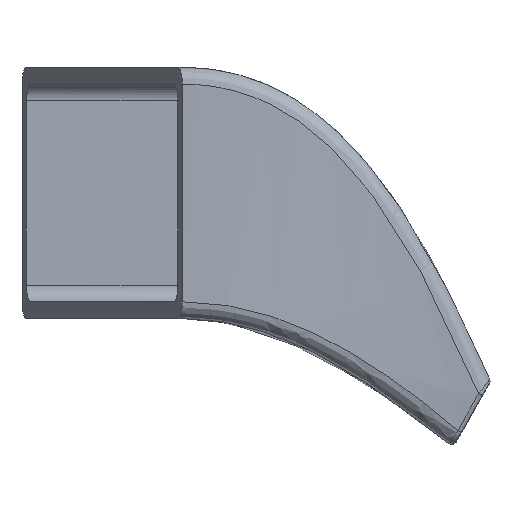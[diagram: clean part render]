
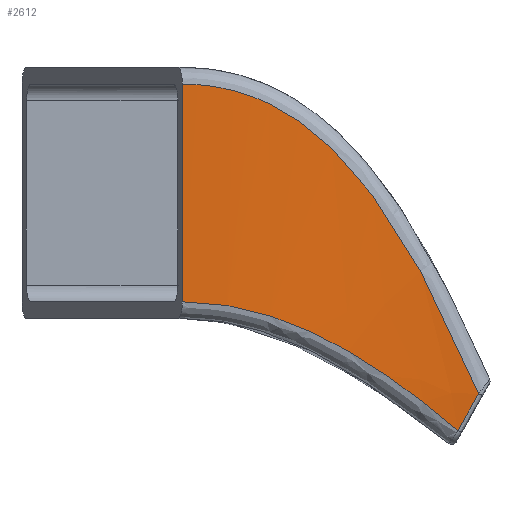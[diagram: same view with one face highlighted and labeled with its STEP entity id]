
A CAD part, left-side view. The second image highlights one B-rep face of the part: STEP entity #2612.
In plain terms, the highlighted free-form (B-spline) face has degree [3, 3] with [4, 7] control points.
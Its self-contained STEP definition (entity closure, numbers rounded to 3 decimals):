
#45 = CARTESIAN_POINT ( 'NONE',  ( 6.695, -32.775, 95.513 ) ) ;
#72 = CARTESIAN_POINT ( 'NONE',  ( 6.695, -32.628, 90.513 ) ) ;
#83 = CARTESIAN_POINT ( 'NONE',  ( 6.695, -32.775, 90.513 ) ) ;
#170 = CARTESIAN_POINT ( 'NONE',  ( 6.861, -38.297, 98.229 ) ) ;
#179 = EDGE_CURVE ( 'NONE', #354, #254, #256, .T. ) ;
#199 = CARTESIAN_POINT ( 'NONE',  ( 8.188, -47.126, 88.138 ) ) ;
#254 = VERTEX_POINT ( 'NONE', #1595 ) ;
#256 = B_SPLINE_CURVE_WITH_KNOTS ( 'NONE', 3,
 ( #1983, #2886, #1085, #2426, #647, #199, #1996, #1338, #888, #2231, #1113, #2010, #2913, #1517, #404, #2413, #2191, #170, #1487, #1650, #1706, #1266, #726, #507, #2604, #1024, #793 ),
 .UNSPECIFIED., .F., .F.,
 ( 4, 2, 2, 2, 2, 2, 2, 2, 2, 2, 2, 1, 2, 4 ),
 ( 0., 0.004, 0.007, 0.011, 0.014, 0.016, 0.017, 0.019, 0.021, 0.024, 0.026, 0.027, 0.027, 0.028 ),
 .UNSPECIFIED. ) ;
#279 = ORIENTED_EDGE ( 'NONE', *, *, #179, .T. ) ;
#299 = CARTESIAN_POINT ( 'NONE',  ( 8.267, -48.328, 88.613 ) ) ;
#354 = VERTEX_POINT ( 'NONE', #2228 ) ;
#400 = EDGE_CURVE ( 'NONE', #747, #542, #554, .T. ) ;
#404 = CARTESIAN_POINT ( 'NONE',  ( 7.116, -41.087, 96.252 ) ) ;
#470 = CARTESIAN_POINT ( 'NONE',  ( 9.304, -49.235, 78.83 ) ) ;
#507 = CARTESIAN_POINT ( 'NONE',  ( 6.697, -33.349, 99.501 ) ) ;
#542 = VERTEX_POINT ( 'NONE', #1767 ) ;
#554 = B_SPLINE_CURVE_WITH_KNOTS ( 'NONE', 3,
 ( #1793, #2910, #719, #2737, #2494, #1631, #1831, #2033, #1575, #2463, #1378, #470 ),
 .UNSPECIFIED., .F., .F.,
 ( 4, 2, 2, 2, 2, 4 ),
 ( 0., 0.002, 0.005, 0.009, 0.014, 0.019 ),
 .UNSPECIFIED. ) ;
#647 = CARTESIAN_POINT ( 'NONE',  ( 8.458, -48.155, 86.146 ) ) ;
#712 = CARTESIAN_POINT ( 'NONE',  ( 6.695, -32.482, 90.513 ) ) ;
#719 = CARTESIAN_POINT ( 'NONE',  ( 6.716, -34.351, 86.455 ) ) ;
#726 = CARTESIAN_POINT ( 'NONE',  ( 6.699, -33.778, 99.479 ) ) ;
#747 = VERTEX_POINT ( 'NONE', #1551 ) ;
#768 = CARTESIAN_POINT ( 'NONE',  ( 6.695, -32.386, 100.513 ) ) ;
#793 = CARTESIAN_POINT ( 'NONE',  ( 6.695, -32.775, 99.513 ) ) ;
#888 = CARTESIAN_POINT ( 'NONE',  ( 7.676, -44.809, 91.976 ) ) ;
#914 = ORIENTED_EDGE ( 'NONE', *, *, #400, .T. ) ;
#942 = CARTESIAN_POINT ( 'NONE',  ( 6.695, -32.335, 90.513 ) ) ;
#972 = CARTESIAN_POINT ( 'NONE',  ( 8.267, -47.177, 86.113 ) ) ;
#995 = CARTESIAN_POINT ( 'NONE',  ( 6.695, -40.709, 90.513 ) ) ;
#1024 = CARTESIAN_POINT ( 'NONE',  ( 6.695, -32.916, 99.513 ) ) ;
#1085 = CARTESIAN_POINT ( 'NONE',  ( 8.88, -49.582, 83.095 ) ) ;
#1113 = CARTESIAN_POINT ( 'NONE',  ( 7.438, -43.444, 93.779 ) ) ;
#1164 = CARTESIAN_POINT ( 'NONE',  ( 6.695, -32.58, 100.513 ) ) ;
#1204 = CARTESIAN_POINT ( 'NONE',  ( 8.267, -46.027, 83.613 ) ) ;
#1218 = CARTESIAN_POINT ( 'NONE',  ( 6.695, -43.312, 100.513 ) ) ;
#1257 = EDGE_LOOP ( 'NONE', ( #914, #2202, #279, #2379 ) ) ;
#1266 = CARTESIAN_POINT ( 'NONE',  ( 6.705, -34.205, 99.436 ) ) ;
#1321 = CARTESIAN_POINT ( 'NONE',  ( 9.304, -49.235, 78.83 ) ) ;
#1337 = CARTESIAN_POINT ( 'NONE',  ( 9.174, -50.472, 81.027 ) ) ;
#1338 = CARTESIAN_POINT ( 'NONE',  ( 7.8, -45.427, 91.038 ) ) ;
#1378 = CARTESIAN_POINT ( 'NONE',  ( 9.016, -48.056, 79.822 ) ) ;
#1388 = CARTESIAN_POINT ( 'NONE',  ( 6.695, -32.652, 85.513 ) ) ;
#1446 = B_SPLINE_CURVE_WITH_KNOTS ( 'NONE', 3,
 ( #1321, #2396, #2449, #1337 ),
 .UNSPECIFIED., .F., .F.,
 ( 4, 4 ),
 ( 0., 0.003 ),
 .UNSPECIFIED. ) ;
#1487 = CARTESIAN_POINT ( 'NONE',  ( 6.799, -37.271, 98.711 ) ) ;
#1517 = CARTESIAN_POINT ( 'NONE',  ( 7.166, -41.508, 95.869 ) ) ;
#1551 = CARTESIAN_POINT ( 'NONE',  ( 6.695, -32.775, 86.513 ) ) ;
#1575 = CARTESIAN_POINT ( 'NONE',  ( 8.105, -44.353, 82.562 ) ) ;
#1595 = CARTESIAN_POINT ( 'NONE',  ( 6.695, -32.775, 99.513 ) ) ;
#1624 = CARTESIAN_POINT ( 'NONE',  ( 9.839, -51.344, 76.713 ) ) ;
#1631 = CARTESIAN_POINT ( 'NONE',  ( 7.086, -38.901, 85.434 ) ) ;
#1639 = CARTESIAN_POINT ( 'NONE',  ( 6.695, -32.775, 100.513 ) ) ;
#1650 = CARTESIAN_POINT ( 'NONE',  ( 6.736, -35.612, 99.199 ) ) ;
#1652 = CARTESIAN_POINT ( 'NONE',  ( 6.695, -32.263, 95.513 ) ) ;
#1706 = CARTESIAN_POINT ( 'NONE',  ( 6.72, -35.052, 99.318 ) ) ;
#1710 = B_SPLINE_SURFACE_WITH_KNOTS ( 'NONE', 3, 3, ( 
 ( #2091, #768, #1164, #1639, #1218, #299, #1883 ),
 ( #1652, #2503, #2062, #45, #1872, #972, #2283 ),
 ( #942, #712, #72, #83, #995, #1204, #1624 ),
 ( #1839, #2077, #1388, #2102, #2775, #2744, #2519 ) ),
 .UNSPECIFIED., .F., .F., .F.,
 ( 4, 4 ),
 ( 4, 3, 4 ),
 ( 0., 1. ),
 ( -0.018, 0., 1. ),
 .UNSPECIFIED. ) ;
#1729 = CARTESIAN_POINT ( 'NONE',  ( 6.695, -32.775, 85.513 ) ) ;
#1765 = EDGE_CURVE ( 'NONE', #747, #254, #2848, .T. ) ;
#1767 = CARTESIAN_POINT ( 'NONE',  ( 9.304, -49.235, 78.83 ) ) ;
#1793 = CARTESIAN_POINT ( 'NONE',  ( 6.695, -32.775, 86.513 ) ) ;
#1831 = CARTESIAN_POINT ( 'NONE',  ( 7.303, -40.319, 84.837 ) ) ;
#1839 = CARTESIAN_POINT ( 'NONE',  ( 6.695, -32.407, 85.513 ) ) ;
#1872 = CARTESIAN_POINT ( 'NONE',  ( 6.695, -42.011, 95.513 ) ) ;
#1883 = CARTESIAN_POINT ( 'NONE',  ( 9.839, -53.344, 76.713 ) ) ;
#1896 = FACE_OUTER_BOUND ( 'NONE', #1257, .T. ) ;
#1983 = CARTESIAN_POINT ( 'NONE',  ( 9.174, -50.472, 81.027 ) ) ;
#1996 = CARTESIAN_POINT ( 'NONE',  ( 8.056, -46.585, 89.119 ) ) ;
#2010 = CARTESIAN_POINT ( 'NONE',  ( 7.325, -42.702, 94.647 ) ) ;
#2024 = EDGE_CURVE ( 'NONE', #542, #354, #1446, .T. ) ;
#2033 = CARTESIAN_POINT ( 'NONE',  ( 7.815, -43.06, 83.392 ) ) ;
#2062 = CARTESIAN_POINT ( 'NONE',  ( 6.695, -32.604, 95.513 ) ) ;
#2077 = CARTESIAN_POINT ( 'NONE',  ( 6.695, -32.53, 85.513 ) ) ;
#2091 = CARTESIAN_POINT ( 'NONE',  ( 6.695, -32.191, 100.513 ) ) ;
#2102 = CARTESIAN_POINT ( 'NONE',  ( 6.695, -32.775, 85.513 ) ) ;
#2191 = CARTESIAN_POINT ( 'NONE',  ( 6.979, -39.737, 97.313 ) ) ;
#2202 = ORIENTED_EDGE ( 'NONE', *, *, #2024, .T. ) ;
#2228 = CARTESIAN_POINT ( 'NONE',  ( 9.174, -50.472, 81.027 ) ) ;
#2231 = CARTESIAN_POINT ( 'NONE',  ( 7.497, -43.796, 93.335 ) ) ;
#2283 = CARTESIAN_POINT ( 'NONE',  ( 9.839, -52.344, 76.713 ) ) ;
#2370 = DIRECTION ( 'NONE',  ( 0., 0., 1. ) ) ;
#2379 = ORIENTED_EDGE ( 'NONE', *, *, #1765, .F. ) ;
#2396 = CARTESIAN_POINT ( 'NONE',  ( 9.245, -49.645, 79.563 ) ) ;
#2413 = CARTESIAN_POINT ( 'NONE',  ( 7.023, -40.203, 96.974 ) ) ;
#2426 = CARTESIAN_POINT ( 'NONE',  ( 8.597, -48.643, 85.136 ) ) ;
#2449 = CARTESIAN_POINT ( 'NONE',  ( 9.206, -50.058, 80.295 ) ) ;
#2463 = CARTESIAN_POINT ( 'NONE',  ( 8.704, -46.851, 80.778 ) ) ;
#2494 = CARTESIAN_POINT ( 'NONE',  ( 6.858, -36.672, 86.064 ) ) ;
#2503 = CARTESIAN_POINT ( 'NONE',  ( 6.695, -32.434, 95.513 ) ) ;
#2519 = CARTESIAN_POINT ( 'NONE',  ( 9.839, -50.344, 76.713 ) ) ;
#2604 = CARTESIAN_POINT ( 'NONE',  ( 6.695, -33.062, 99.51 ) ) ;
#2612 = ADVANCED_FACE ( 'NONE', ( #1896 ), #1710, .T. ) ;
#2737 = CARTESIAN_POINT ( 'NONE',  ( 6.798, -35.912, 86.23 ) ) ;
#2744 = CARTESIAN_POINT ( 'NONE',  ( 8.267, -44.876, 81.113 ) ) ;
#2775 = CARTESIAN_POINT ( 'NONE',  ( 6.695, -39.408, 85.513 ) ) ;
#2848 = LINE ( 'NONE', #1729, #2850 ) ;
#2850 = VECTOR ( 'NONE', #2370, 1000. ) ;
#2886 = CARTESIAN_POINT ( 'NONE',  ( 9.025, -50.034, 82.064 ) ) ;
#2910 = CARTESIAN_POINT ( 'NONE',  ( 6.695, -33.562, 86.513 ) ) ;
#2913 = CARTESIAN_POINT ( 'NONE',  ( 7.27, -42.315, 95.067 ) ) ;
